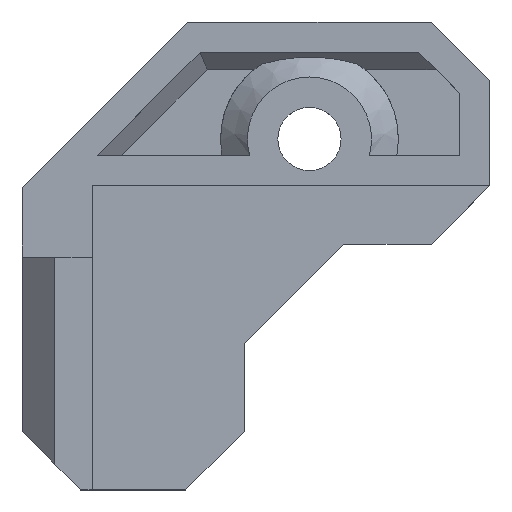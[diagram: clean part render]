
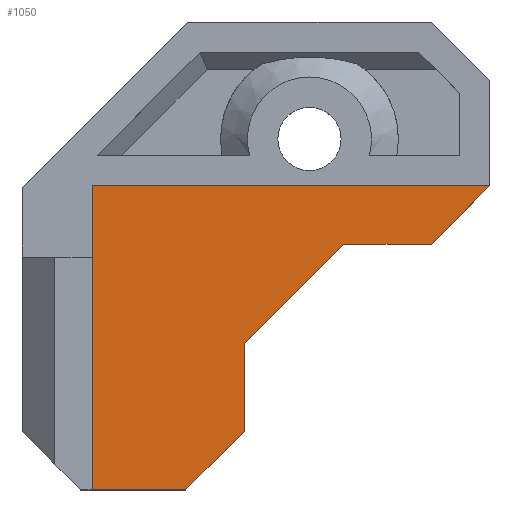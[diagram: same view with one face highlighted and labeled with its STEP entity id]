
A CAD part, top view. The second image highlights one B-rep face of the part: STEP entity #1050.
In plain terms, the highlighted planar face has unit normal (0, 0, 1).
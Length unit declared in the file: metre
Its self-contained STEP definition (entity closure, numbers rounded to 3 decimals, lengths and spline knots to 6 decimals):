
#44=B_SPLINE_CURVE_WITH_KNOTS('',3,(#1515,#1516,#1517,#1518),
 .UNSPECIFIED.,.F.,.F.,(4,4),(0.,1.),.UNSPECIFIED.);
#48=ORIENTED_EDGE('',*,*,#346,.T.);
#49=ORIENTED_EDGE('',*,*,#347,.T.);
#50=ORIENTED_EDGE('',*,*,#348,.F.);
#51=ORIENTED_EDGE('',*,*,#349,.T.);
#52=ORIENTED_EDGE('',*,*,#350,.T.);
#53=ORIENTED_EDGE('',*,*,#351,.F.);
#54=ORIENTED_EDGE('',*,*,#352,.T.);
#55=ORIENTED_EDGE('',*,*,#353,.T.);
#56=ORIENTED_EDGE('',*,*,#354,.F.);
#346=EDGE_CURVE('',#495,#496,#589,.T.);
#347=EDGE_CURVE('',#496,#497,#590,.T.);
#348=EDGE_CURVE('',#498,#497,#591,.T.);
#349=EDGE_CURVE('',#498,#499,#592,.F.);
#350=EDGE_CURVE('',#499,#500,#593,.T.);
#351=EDGE_CURVE('',#501,#500,#594,.T.);
#352=EDGE_CURVE('',#501,#502,#595,.T.);
#353=EDGE_CURVE('',#502,#503,#596,.T.);
#354=EDGE_CURVE('',#495,#503,#44,.F.);
#495=VERTEX_POINT('',#1499);
#496=VERTEX_POINT('',#1500);
#497=VERTEX_POINT('',#1502);
#498=VERTEX_POINT('',#1504);
#499=VERTEX_POINT('',#1506);
#500=VERTEX_POINT('',#1508);
#501=VERTEX_POINT('',#1510);
#502=VERTEX_POINT('',#1512);
#503=VERTEX_POINT('',#1514);
#589=LINE('',#1498,#719);
#590=LINE('',#1501,#720);
#591=LINE('',#1503,#721);
#592=LINE('',#1505,#722);
#593=LINE('',#1507,#723);
#594=LINE('',#1509,#724);
#595=LINE('',#1511,#725);
#596=LINE('',#1513,#726);
#719=VECTOR('',#1210,1.);
#720=VECTOR('',#1211,1.);
#721=VECTOR('',#1212,1.);
#722=VECTOR('',#1213,1.);
#723=VECTOR('',#1214,1.);
#724=VECTOR('',#1215,1.);
#725=VECTOR('',#1216,1.);
#726=VECTOR('',#1217,1.);
#849=EDGE_LOOP('',(#48,#49,#50,#51,#52,#53,#54,#55,#56));
#922=FACE_BOUND('',#849,.T.);
#995=PLANE('',#1127);
#1050=ADVANCED_FACE('',(#922),#995,.T.);
#1127=AXIS2_PLACEMENT_3D('',#1497,#1208,#1209);
#1208=DIRECTION('',(0.,0.,1.));
#1209=DIRECTION('',(1.,0.,0.));
#1210=DIRECTION('',(-1.,0.,0.));
#1211=DIRECTION('',(0.,-1.,0.));
#1212=DIRECTION('',(-1.,0.,0.));
#1213=DIRECTION('',(-0.707,-0.707,0.));
#1214=DIRECTION('',(0.,1.,0.));
#1215=DIRECTION('',(-0.707,-0.707,0.));
#1216=DIRECTION('',(1.,0.,0.));
#1217=DIRECTION('',(0.707,0.707,0.));
#1497=CARTESIAN_POINT('',(0.173551,0.056462,0.0094));
#1498=CARTESIAN_POINT('',(0.166292,0.064,0.0094));
#1499=CARTESIAN_POINT('',(0.1625,0.064,0.0094));
#1500=CARTESIAN_POINT('',(0.156,0.064,0.0094));
#1501=CARTESIAN_POINT('',(0.156,0.0505,0.0094));
#1502=CARTESIAN_POINT('',(0.156,0.038,0.0094));
#1503=CARTESIAN_POINT('',(0.1595,0.038,0.0094));
#1504=CARTESIAN_POINT('',(0.164,0.038,0.0094));
#1505=CARTESIAN_POINT('',(0.164,0.038,0.0094));
#1506=CARTESIAN_POINT('',(0.169,0.043,0.0094));
#1507=CARTESIAN_POINT('',(0.169,0.0485,0.0094));
#1508=CARTESIAN_POINT('',(0.169,0.050515,0.0094));
#1509=CARTESIAN_POINT('',(0.173243,0.054757,0.0094));
#1510=CARTESIAN_POINT('',(0.177485,0.059,0.0094));
#1511=CARTESIAN_POINT('',(0.1795,0.059,0.0094));
#1512=CARTESIAN_POINT('',(0.185,0.059,0.0094));
#1513=CARTESIAN_POINT('',(0.185,0.059,0.0094));
#1514=CARTESIAN_POINT('',(0.19,0.064,0.0094));
#1515=CARTESIAN_POINT('',(0.19,0.064,0.0094));
#1516=CARTESIAN_POINT('',(0.180833,0.064,0.0094));
#1517=CARTESIAN_POINT('',(0.171667,0.064,0.0094));
#1518=CARTESIAN_POINT('',(0.1625,0.064,0.0094));
